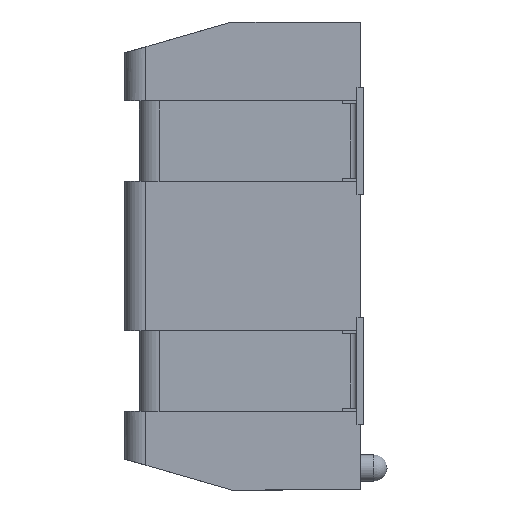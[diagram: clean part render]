
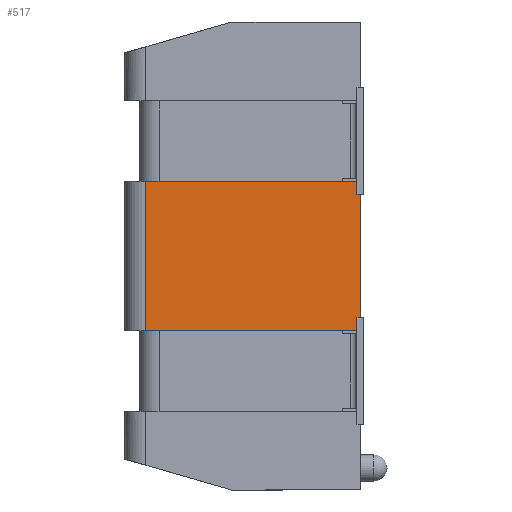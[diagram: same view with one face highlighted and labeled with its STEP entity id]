
A CAD part, left-side view. The second image highlights one B-rep face of the part: STEP entity #517.
In plain terms, the highlighted planar face has unit normal (-1, 0.018, 0).
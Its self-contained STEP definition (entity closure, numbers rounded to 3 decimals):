
#449 = ORIENTED_EDGE ( 'NONE', *, *, #540, .F. ) ;
#467 = EDGE_CURVE ( 'NONE', #548, #553, #20509, .T. ) ;
#469 = ORIENTED_EDGE ( 'NONE', *, *, #473, .T. ) ;
#473 = EDGE_CURVE ( 'NONE', #475, #477, #20504, .T. ) ;
#475 = VERTEX_POINT ( 'NONE', #20500 ) ;
#477 = VERTEX_POINT ( 'NONE', #20499 ) ;
#479 = ORIENTED_EDGE ( 'NONE', *, *, #481, .T. ) ;
#481 = EDGE_CURVE ( 'NONE', #477, #548, #20549, .T. ) ;
#517 = ADVANCED_FACE ( 'NONE', ( #20551 ), #20596, .T. ) ;
#520 = EDGE_LOOP ( 'NONE', ( #469, #479, #546, #449 ) ) ;
#540 = EDGE_CURVE ( 'NONE', #475, #553, #20661, .T. ) ;
#546 = ORIENTED_EDGE ( 'NONE', *, *, #467, .T. ) ;
#548 = VERTEX_POINT ( 'NONE', #20655 ) ;
#553 = VERTEX_POINT ( 'NONE', #20650 ) ;
#20499 = CARTESIAN_POINT ( 'NONE',  ( -22.953, 1.217, -2.518 ) ) ;
#20500 = CARTESIAN_POINT ( 'NONE',  ( -23.13, -8.961, -2.518 ) ) ;
#20501 = DIRECTION ( 'NONE',  ( 0.017, 1., 0. ) ) ;
#20502 = VECTOR ( 'NONE', #20501, 1000. ) ;
#20503 = CARTESIAN_POINT ( 'NONE',  ( -22.935, 2.215, -2.518 ) ) ;
#20504 = LINE ( 'NONE', #20503, #20502 ) ;
#20506 = DIRECTION ( 'NONE',  ( -0.017, -1., 0. ) ) ;
#20507 = VECTOR ( 'NONE', #20506, 1000. ) ;
#20508 = CARTESIAN_POINT ( 'NONE',  ( -22.935, 2.215, -9.63 ) ) ;
#20509 = LINE ( 'NONE', #20508, #20507 ) ;
#20546 = DIRECTION ( 'NONE',  ( 0., 0., -1. ) ) ;
#20547 = VECTOR ( 'NONE', #20546, 1000. ) ;
#20548 = CARTESIAN_POINT ( 'NONE',  ( -22.953, 1.217, -0.613 ) ) ;
#20549 = LINE ( 'NONE', #20548, #20547 ) ;
#20551 = FACE_OUTER_BOUND ( 'NONE', #520, .T. ) ;
#20592 = DIRECTION ( 'NONE',  ( -0.017, -1., 0. ) ) ;
#20593 = DIRECTION ( 'NONE',  ( -1., 0.017, 0. ) ) ;
#20594 = CARTESIAN_POINT ( 'NONE',  ( -22.935, 2.215, -0.613 ) ) ;
#20595 = AXIS2_PLACEMENT_3D ( 'NONE', #20594, #20593, #20592 ) ;
#20596 = PLANE ( 'NONE',  #20595 ) ;
#20650 = CARTESIAN_POINT ( 'NONE',  ( -23.13, -8.961, -9.63 ) ) ;
#20655 = CARTESIAN_POINT ( 'NONE',  ( -22.953, 1.217, -9.63 ) ) ;
#20658 = DIRECTION ( 'NONE',  ( 0., 0., -1. ) ) ;
#20659 = VECTOR ( 'NONE', #20658, 1000. ) ;
#20660 = CARTESIAN_POINT ( 'NONE',  ( -23.13, -8.961, 5.038 ) ) ;
#20661 = LINE ( 'NONE', #20660, #20659 ) ;
